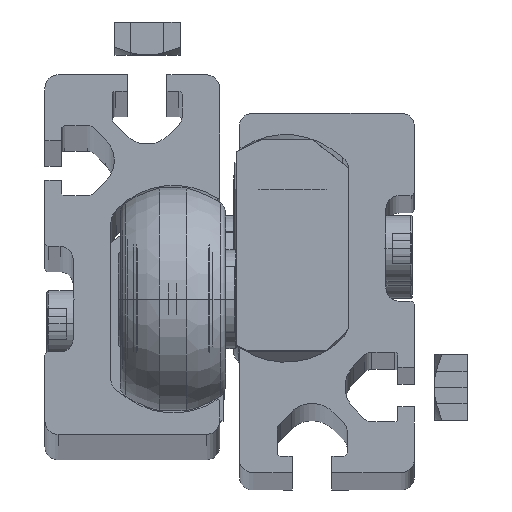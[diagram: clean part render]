
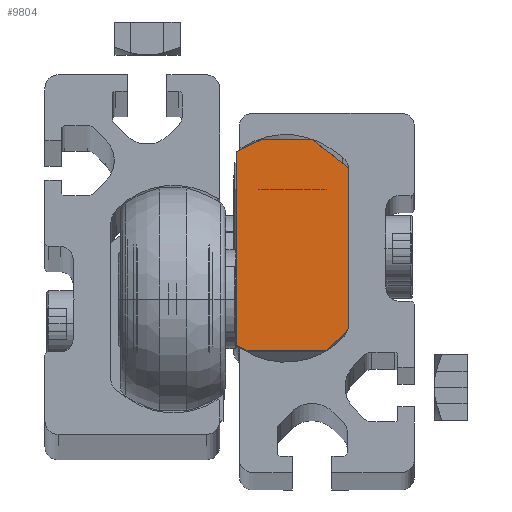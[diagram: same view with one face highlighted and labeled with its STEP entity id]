
A CAD part, top view. The second image highlights one B-rep face of the part: STEP entity #9804.
In plain terms, the highlighted face is planar.
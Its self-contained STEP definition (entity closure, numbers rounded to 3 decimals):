
#129 = CARTESIAN_POINT ( 'NONE',  ( -19., -15.5, 5.2 ) ) ;
#1501 = VECTOR ( 'NONE', #11563, 1000. ) ;
#2769 = CARTESIAN_POINT ( 'NONE',  ( -19., 14.681, -8.5 ) ) ;
#3214 = EDGE_CURVE ( 'NONE', #12175, #9645, #18031, .T. ) ;
#3536 = ORIENTED_EDGE ( 'NONE', *, *, #13434, .T. ) ;
#3724 = EDGE_LOOP ( 'NONE', ( #10423, #17665, #10840, #3536, #14692, #14022, #16800, #18342 ) ) ;
#3893 = CARTESIAN_POINT ( 'NONE',  ( -19., -12.2, 8.5 ) ) ;
#4066 = EDGE_CURVE ( 'NONE', #4524, #4245, #19400, .T. ) ;
#4245 = VERTEX_POINT ( 'NONE', #20120 ) ;
#4411 = CARTESIAN_POINT ( 'NONE',  ( -19., 16.5, -4.6 ) ) ;
#4417 = FACE_OUTER_BOUND ( 'NONE', #3724, .T. ) ;
#4524 = VERTEX_POINT ( 'NONE', #4411 ) ;
#5046 = CARTESIAN_POINT ( 'NONE',  ( -19., -14.661, -8.5 ) ) ;
#5161 = VECTOR ( 'NONE', #15991, 1000. ) ;
#5886 = DIRECTION ( 'NONE',  ( 0., -1., 0. ) ) ;
#5976 = VERTEX_POINT ( 'NONE', #129 ) ;
#6102 = EDGE_CURVE ( 'NONE', #16393, #17468, #8260, .T. ) ;
#7264 = VECTOR ( 'NONE', #17956, 1000. ) ;
#7423 = VECTOR ( 'NONE', #13047, 1000. ) ;
#8260 = LINE ( 'NONE', #3893, #1501 ) ;
#8302 = VECTOR ( 'NONE', #20321, 1000. ) ;
#8304 = CARTESIAN_POINT ( 'NONE',  ( -19., 12.203, 8.5 ) ) ;
#8492 = EDGE_CURVE ( 'NONE', #4524, #14129, #14778, .T. ) ;
#8522 = VECTOR ( 'NONE', #5886, 1000. ) ;
#9430 = LINE ( 'NONE', #10998, #14234 ) ;
#9645 = VERTEX_POINT ( 'NONE', #10123 ) ;
#9804 = ADVANCED_FACE ( 'NONE', ( #4417 ), #10544, .T. ) ;
#10002 = CARTESIAN_POINT ( 'NONE',  ( -19., -15.5, 5.2 ) ) ;
#10123 = CARTESIAN_POINT ( 'NONE',  ( -19., -15.5, -6.7 ) ) ;
#10327 = DIRECTION ( 'NONE',  ( 0., 0., 1. ) ) ;
#10423 = ORIENTED_EDGE ( 'NONE', *, *, #18797, .T. ) ;
#10544 = PLANE ( 'NONE',  #19690 ) ;
#10840 = ORIENTED_EDGE ( 'NONE', *, *, #4066, .T. ) ;
#10887 = CARTESIAN_POINT ( 'NONE',  ( -19., 16.5, 3. ) ) ;
#10921 = EDGE_CURVE ( 'NONE', #5976, #9645, #14439, .T. ) ;
#10998 = CARTESIAN_POINT ( 'NONE',  ( -19., -12.2, 8.5 ) ) ;
#11186 = DIRECTION ( 'NONE',  ( 0., -0.707, -0.707 ) ) ;
#11322 = CARTESIAN_POINT ( 'NONE',  ( -19., 12.203, 8.5 ) ) ;
#11563 = DIRECTION ( 'NONE',  ( 0., 1., 0. ) ) ;
#11625 = LINE ( 'NONE', #11322, #7264 ) ;
#12175 = VERTEX_POINT ( 'NONE', #5046 ) ;
#12392 = CARTESIAN_POINT ( 'NONE',  ( -19., 1.5, 22.2 ) ) ;
#13047 = DIRECTION ( 'NONE',  ( 0., -0.423, -0.906 ) ) ;
#13359 = CARTESIAN_POINT ( 'NONE',  ( -19., 16.5, -4.6 ) ) ;
#13434 = EDGE_CURVE ( 'NONE', #4245, #12175, #18330, .T. ) ;
#13652 = CARTESIAN_POINT ( 'NONE',  ( -19., -12.2, 8.5 ) ) ;
#14022 = ORIENTED_EDGE ( 'NONE', *, *, #10921, .F. ) ;
#14129 = VERTEX_POINT ( 'NONE', #10887 ) ;
#14234 = VECTOR ( 'NONE', #11186, 1000. ) ;
#14439 = LINE ( 'NONE', #10002, #5161 ) ;
#14692 = ORIENTED_EDGE ( 'NONE', *, *, #3214, .T. ) ;
#14778 = LINE ( 'NONE', #16732, #14996 ) ;
#14996 = VECTOR ( 'NONE', #10327, 1000. ) ;
#15600 = DIRECTION ( 'NONE',  ( 0., 0., 1. ) ) ;
#15991 = DIRECTION ( 'NONE',  ( 0., 0., -1. ) ) ;
#16393 = VERTEX_POINT ( 'NONE', #13652 ) ;
#16467 = CARTESIAN_POINT ( 'NONE',  ( -19., -14.661, -8.5 ) ) ;
#16732 = CARTESIAN_POINT ( 'NONE',  ( -19., 16.5, -4.6 ) ) ;
#16800 = ORIENTED_EDGE ( 'NONE', *, *, #20179, .F. ) ;
#16839 = DIRECTION ( 'NONE',  ( -1., 0., 0. ) ) ;
#17468 = VERTEX_POINT ( 'NONE', #8304 ) ;
#17665 = ORIENTED_EDGE ( 'NONE', *, *, #8492, .F. ) ;
#17956 = DIRECTION ( 'NONE',  ( 0., 0.616, -0.788 ) ) ;
#18031 = LINE ( 'NONE', #16467, #8302 ) ;
#18330 = LINE ( 'NONE', #2769, #8522 ) ;
#18342 = ORIENTED_EDGE ( 'NONE', *, *, #6102, .T. ) ;
#18797 = EDGE_CURVE ( 'NONE', #17468, #14129, #11625, .T. ) ;
#19400 = LINE ( 'NONE', #13359, #7423 ) ;
#19690 = AXIS2_PLACEMENT_3D ( 'NONE', #12392, #16839, #15600 ) ;
#20120 = CARTESIAN_POINT ( 'NONE',  ( -19., 14.681, -8.5 ) ) ;
#20179 = EDGE_CURVE ( 'NONE', #16393, #5976, #9430, .T. ) ;
#20321 = DIRECTION ( 'NONE',  ( 0., -0.423, 0.906 ) ) ;
